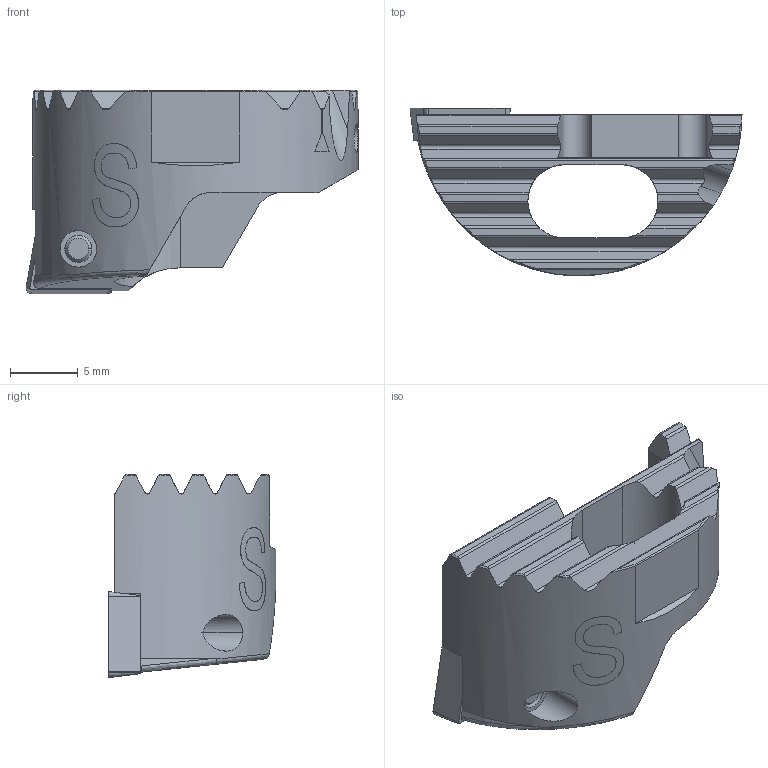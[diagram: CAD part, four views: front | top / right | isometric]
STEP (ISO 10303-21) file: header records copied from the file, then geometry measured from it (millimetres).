
FILE_DESCRIPTION(('no description'),'unknown implementation level');
FILE_NAME('6F99F9E7-8EFA-4D59-ADFF-9197D7CE21CB_export.stp',' ',('CIMSOURCE GmbH'),('CADClick - KiM GmbH - www.kimweb.de'),'unknown preprocess','ACIS','unknown authorization');
FILE_SCHEMA(('automotive_design'));
Length unit declared in the file: millimetre
Products named in the file (3): 639.421 Kaiser 25-33 SW25 CC06 S|639.421 Kaiser 25-33 SW25 CC06 S;Marke hinten; 639.421 Kaiser 25-33 SW25 CC06 S|694.122 Kaiser ETL M2.5x6.5 T7 IP 10S;Kreismuster1; 639.421 Kaiser 25-33 SW25 CC06 S|654.852 Kaiser CCMT 060204 K20C;Kombinieren1
Bounding box: 24.5 x 12.38 x 15 mm (x, y, z)
Volume: 1473.6 mm3; surface area: 1672.6 mm2
Topology: 3 solids, 3 shells, 209 faces, 578 edges, 378 vertices
Faces by surface type: plane 71, cylinder 70, cone 30, bspline 30, torus 8
Entity records: 16450 total; most frequent: CARTESIAN_POINT 4777, STYLED_ITEM 1168, PRESENTATION_STYLE_ASSIGNMENT 1168, COLOUR_RGB 1168, ORIENTED_EDGE 1156, DIRECTION 992, EDGE_CURVE 578, CURVE_STYLE 578
